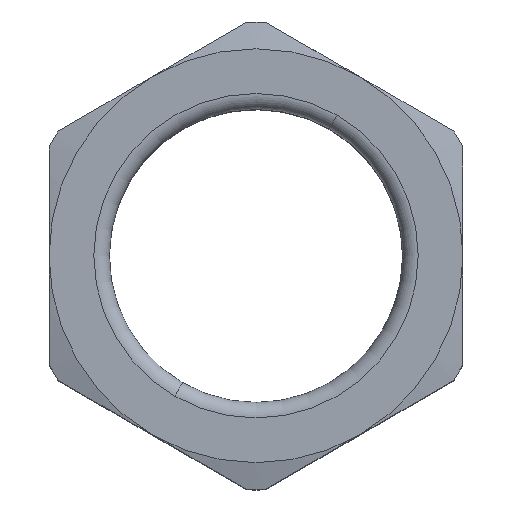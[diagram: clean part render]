
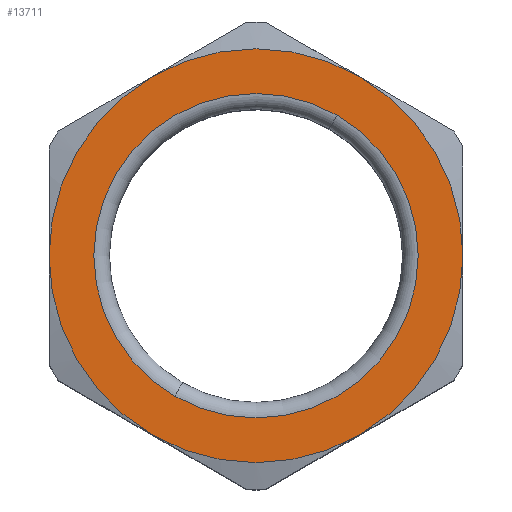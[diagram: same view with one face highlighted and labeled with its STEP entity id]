
A CAD part, top view. The second image highlights one B-rep face of the part: STEP entity #13711.
In plain terms, the highlighted face is planar.
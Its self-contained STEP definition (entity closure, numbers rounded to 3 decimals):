
#20 = CIRCLE ( 'NONE', #4641, 40. ) ;
#574 = EDGE_LOOP ( 'NONE', ( #3316, #23066, #19938, #26283, #5857, #7395 ) ) ;
#1437 = CIRCLE ( 'NONE', #14295, 40. ) ;
#1484 = DIRECTION ( 'NONE',  ( 0., 0., -1. ) ) ;
#1978 = DIRECTION ( 'NONE',  ( 0., -1., 0. ) ) ;
#2741 = CARTESIAN_POINT ( 'NONE',  ( 34.641, 8., 20. ) ) ;
#2802 = EDGE_CURVE ( 'NONE', #21422, #18046, #15538, .T. ) ;
#3032 = AXIS2_PLACEMENT_3D ( 'NONE', #30206, #30047, #13179 ) ;
#3274 = CARTESIAN_POINT ( 'NONE',  ( 0., 8., 0. ) ) ;
#3316 = ORIENTED_EDGE ( 'NONE', *, *, #21730, .F. ) ;
#3696 = VERTEX_POINT ( 'NONE', #4056 ) ;
#4044 = DIRECTION ( 'NONE',  ( 0., 0., -1. ) ) ;
#4056 = CARTESIAN_POINT ( 'NONE',  ( 0., 8., 40. ) ) ;
#4084 = CARTESIAN_POINT ( 'NONE',  ( 0., 8., 0. ) ) ;
#4404 = CIRCLE ( 'NONE', #25437, 40. ) ;
#4641 = AXIS2_PLACEMENT_3D ( 'NONE', #24006, #1978, #11830 ) ;
#5679 = DIRECTION ( 'NONE',  ( 0., 0., -1. ) ) ;
#5777 = DIRECTION ( 'NONE',  ( 0., 0., 1. ) ) ;
#5857 = ORIENTED_EDGE ( 'NONE', *, *, #11502, .F. ) ;
#7395 = ORIENTED_EDGE ( 'NONE', *, *, #13903, .F. ) ;
#7861 = VERTEX_POINT ( 'NONE', #9435 ) ;
#8125 = DIRECTION ( 'NONE',  ( 0., -1., 0. ) ) ;
#8196 = CARTESIAN_POINT ( 'NONE',  ( 0., 8., 0. ) ) ;
#8254 = VERTEX_POINT ( 'NONE', #10913 ) ;
#8304 = CIRCLE ( 'NONE', #16990, 40. ) ;
#8883 = CARTESIAN_POINT ( 'NONE',  ( 0., 8., 0. ) ) ;
#8940 = CIRCLE ( 'NONE', #19688, 40. ) ;
#8981 = ORIENTED_EDGE ( 'NONE', *, *, #23114, .T. ) ;
#9435 = CARTESIAN_POINT ( 'NONE',  ( -34.641, 8., 20. ) ) ;
#9606 = FACE_OUTER_BOUND ( 'NONE', #574, .T. ) ;
#10852 = AXIS2_PLACEMENT_3D ( 'NONE', #31440, #22260, #26468 ) ;
#10913 = CARTESIAN_POINT ( 'NONE',  ( -34.641, 8., -20. ) ) ;
#11175 = DIRECTION ( 'NONE',  ( 0., -1., 0. ) ) ;
#11502 = EDGE_CURVE ( 'NONE', #8254, #29452, #20, .T. ) ;
#11830 = DIRECTION ( 'NONE',  ( 0., 0., -1. ) ) ;
#11849 = FACE_BOUND ( 'NONE', #25983, .T. ) ;
#12820 = CIRCLE ( 'NONE', #3032, 31.35 ) ;
#13179 = DIRECTION ( 'NONE',  ( 0., 0., 1. ) ) ;
#13271 = VERTEX_POINT ( 'NONE', #20593 ) ;
#13547 = CARTESIAN_POINT ( 'NONE',  ( 0., 8., 0. ) ) ;
#13711 = ADVANCED_FACE ( 'NONE', ( #11849, #9606 ), #29352, .T. ) ;
#13903 = EDGE_CURVE ( 'NONE', #7861, #8254, #8304, .T. ) ;
#14295 = AXIS2_PLACEMENT_3D ( 'NONE', #13547, #15627, #5679 ) ;
#14407 = EDGE_CURVE ( 'NONE', #18046, #3696, #4404, .T. ) ;
#14954 = CARTESIAN_POINT ( 'NONE',  ( 34.641, 8., -20. ) ) ;
#15538 = CIRCLE ( 'NONE', #16559, 40. ) ;
#15627 = DIRECTION ( 'NONE',  ( 0., -1., 0. ) ) ;
#16559 = AXIS2_PLACEMENT_3D ( 'NONE', #29013, #18871, #28538 ) ;
#16990 = AXIS2_PLACEMENT_3D ( 'NONE', #4084, #11175, #1484 ) ;
#17897 = DIRECTION ( 'NONE',  ( 0., 0., -1. ) ) ;
#18046 = VERTEX_POINT ( 'NONE', #2741 ) ;
#18871 = DIRECTION ( 'NONE',  ( 0., -1., 0. ) ) ;
#19688 = AXIS2_PLACEMENT_3D ( 'NONE', #3274, #8125, #17897 ) ;
#19938 = ORIENTED_EDGE ( 'NONE', *, *, #2802, .F. ) ;
#20593 = CARTESIAN_POINT ( 'NONE',  ( 0., 8., -31.35 ) ) ;
#21422 = VERTEX_POINT ( 'NONE', #14954 ) ;
#21730 = EDGE_CURVE ( 'NONE', #3696, #7861, #1437, .T. ) ;
#22260 = DIRECTION ( 'NONE',  ( 0., 1., 0. ) ) ;
#22447 = ORIENTED_EDGE ( 'NONE', *, *, #24100, .T. ) ;
#22946 = DIRECTION ( 'NONE',  ( 0., -1., 0. ) ) ;
#23066 = ORIENTED_EDGE ( 'NONE', *, *, #14407, .F. ) ;
#23114 = EDGE_CURVE ( 'NONE', #13271, #27301, #26134, .T. ) ;
#24006 = CARTESIAN_POINT ( 'NONE',  ( 0., 8., 0. ) ) ;
#24100 = EDGE_CURVE ( 'NONE', #27301, #13271, #12820, .T. ) ;
#24578 = AXIS2_PLACEMENT_3D ( 'NONE', #8196, #22946, #5777 ) ;
#25171 = CARTESIAN_POINT ( 'NONE',  ( 0., 8., -40. ) ) ;
#25202 = CARTESIAN_POINT ( 'NONE',  ( 0., 8., 31.35 ) ) ;
#25437 = AXIS2_PLACEMENT_3D ( 'NONE', #8883, #26071, #4044 ) ;
#25983 = EDGE_LOOP ( 'NONE', ( #22447, #8981 ) ) ;
#26071 = DIRECTION ( 'NONE',  ( 0., -1., 0. ) ) ;
#26134 = CIRCLE ( 'NONE', #24578, 31.35 ) ;
#26283 = ORIENTED_EDGE ( 'NONE', *, *, #30625, .F. ) ;
#26468 = DIRECTION ( 'NONE',  ( 0., 0., 1. ) ) ;
#27301 = VERTEX_POINT ( 'NONE', #25202 ) ;
#28538 = DIRECTION ( 'NONE',  ( 0., 0., -1. ) ) ;
#29013 = CARTESIAN_POINT ( 'NONE',  ( 0., 8., 0. ) ) ;
#29352 = PLANE ( 'NONE',  #10852 ) ;
#29452 = VERTEX_POINT ( 'NONE', #25171 ) ;
#30047 = DIRECTION ( 'NONE',  ( 0., -1., 0. ) ) ;
#30206 = CARTESIAN_POINT ( 'NONE',  ( 0., 8., 0. ) ) ;
#30625 = EDGE_CURVE ( 'NONE', #29452, #21422, #8940, .T. ) ;
#31440 = CARTESIAN_POINT ( 'NONE',  ( 0., 8., 0. ) ) ;
